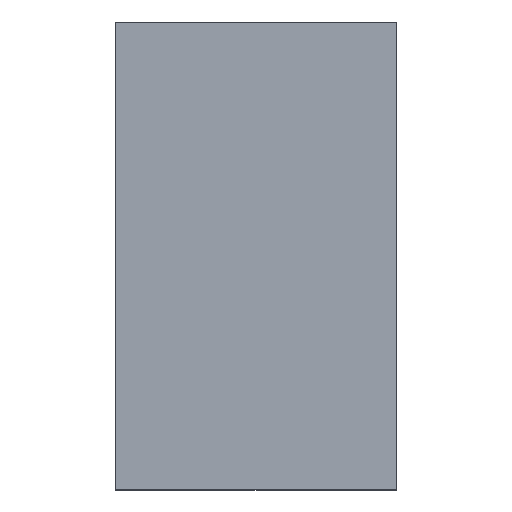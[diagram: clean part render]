
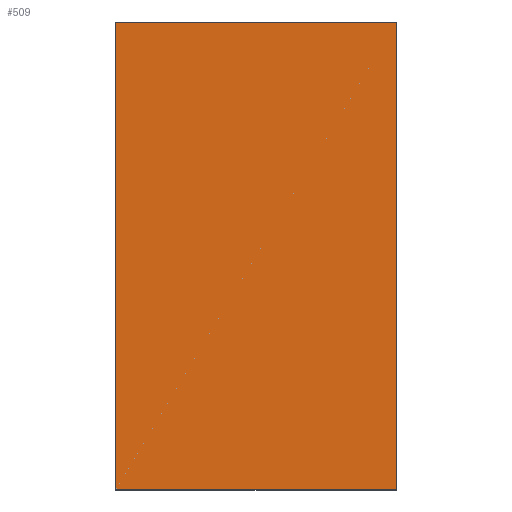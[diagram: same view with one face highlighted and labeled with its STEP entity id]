
A CAD part, left-side view. The second image highlights one B-rep face of the part: STEP entity #509.
In plain terms, the highlighted planar face has unit normal (-1, 0, 0).
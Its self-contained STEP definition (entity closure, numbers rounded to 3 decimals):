
#1 = VECTOR ( 'NONE', #177, 1000. ) ;
#25 = LINE ( 'NONE', #758, #225 ) ;
#27 = VECTOR ( 'NONE', #492, 1000. ) ;
#30 = DIRECTION ( 'NONE',  ( 1., 0., 0. ) ) ;
#31 = VERTEX_POINT ( 'NONE', #403 ) ;
#45 = AXIS2_PLACEMENT_3D ( 'NONE', #710, #30, #223 ) ;
#50 = EDGE_LOOP ( 'NONE', ( #88, #240, #656, #95 ) ) ;
#60 = LINE ( 'NONE', #547, #1 ) ;
#66 = EDGE_CURVE ( 'NONE', #571, #31, #557, .T. ) ;
#86 = VECTOR ( 'NONE', #620, 1000. ) ;
#88 = ORIENTED_EDGE ( 'NONE', *, *, #66, .T. ) ;
#95 = ORIENTED_EDGE ( 'NONE', *, *, #668, .T. ) ;
#177 = DIRECTION ( 'NONE',  ( 0., 0., 1. ) ) ;
#186 = EDGE_CURVE ( 'NONE', #767, #725, #60, .T. ) ;
#190 = CARTESIAN_POINT ( 'NONE',  ( -0.45, 0., -0.25 ) ) ;
#223 = DIRECTION ( 'NONE',  ( 0., 0., -1. ) ) ;
#225 = VECTOR ( 'NONE', #704, 1000. ) ;
#240 = ORIENTED_EDGE ( 'NONE', *, *, #380, .F. ) ;
#380 = EDGE_CURVE ( 'NONE', #725, #31, #684, .T. ) ;
#391 = CARTESIAN_POINT ( 'NONE',  ( -0.45, 0.3, -0.25 ) ) ;
#403 = CARTESIAN_POINT ( 'NONE',  ( -0.45, 0., 0.25 ) ) ;
#492 = DIRECTION ( 'NONE',  ( 0., 0., 1. ) ) ;
#509 = ADVANCED_FACE ( 'NONE', ( #779 ), #580, .F. ) ;
#547 = CARTESIAN_POINT ( 'NONE',  ( -0.45, 0.3, -0.25 ) ) ;
#557 = LINE ( 'NONE', #190, #27 ) ;
#571 = VERTEX_POINT ( 'NONE', #658 ) ;
#580 = PLANE ( 'NONE',  #45 ) ;
#620 = DIRECTION ( 'NONE',  ( 0., -1., 0. ) ) ;
#627 = CARTESIAN_POINT ( 'NONE',  ( -0.45, 0.3, 0.25 ) ) ;
#630 = CARTESIAN_POINT ( 'NONE',  ( -0.45, 0.3, 0.25 ) ) ;
#656 = ORIENTED_EDGE ( 'NONE', *, *, #186, .F. ) ;
#658 = CARTESIAN_POINT ( 'NONE',  ( -0.45, 0., -0.25 ) ) ;
#668 = EDGE_CURVE ( 'NONE', #767, #571, #25, .T. ) ;
#684 = LINE ( 'NONE', #627, #86 ) ;
#704 = DIRECTION ( 'NONE',  ( 0., -1., 0. ) ) ;
#710 = CARTESIAN_POINT ( 'NONE',  ( -0.45, 0.3, -0.25 ) ) ;
#725 = VERTEX_POINT ( 'NONE', #630 ) ;
#758 = CARTESIAN_POINT ( 'NONE',  ( -0.45, 0.3, -0.25 ) ) ;
#767 = VERTEX_POINT ( 'NONE', #391 ) ;
#779 = FACE_OUTER_BOUND ( 'NONE', #50, .T. ) ;
